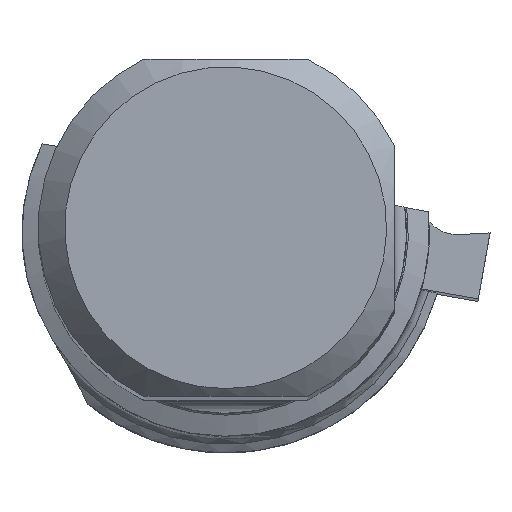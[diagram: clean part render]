
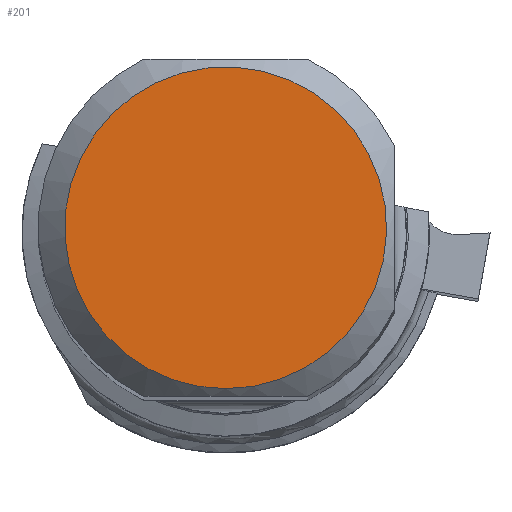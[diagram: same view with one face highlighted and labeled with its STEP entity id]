
A CAD part, top view. The second image highlights one B-rep face of the part: STEP entity #201.
In plain terms, the highlighted planar face has unit normal (0, 0, 1).
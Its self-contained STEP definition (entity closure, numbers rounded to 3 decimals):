
#118=PLANE('',#1321);
#201=ADVANCED_FACE('',(#279),#118,.T.);
#279=FACE_OUTER_BOUND('',#341,.T.);
#341=EDGE_LOOP('',(#683));
#376=CIRCLE('',#1320,10.9);
#683=ORIENTED_EDGE('',*,*,#985,.F.);
#822=VERTEX_POINT('',#2177);
#985=EDGE_CURVE('',#822,#822,#376,.T.);
#1320=AXIS2_PLACEMENT_3D('',#2176,#1623,#1624);
#1321=AXIS2_PLACEMENT_3D('',#2178,#1625,#1626);
#1623=DIRECTION('',(0.,0.,-1.));
#1624=DIRECTION('',(0.,-1.,0.));
#1625=DIRECTION('',(0.,0.,1.));
#1626=DIRECTION('',(0.,-1.,0.));
#2176=CARTESIAN_POINT('',(0.,0.,149.188));
#2177=CARTESIAN_POINT('',(0.,-10.9,149.188));
#2178=CARTESIAN_POINT('',(10.9,0.,149.188));
